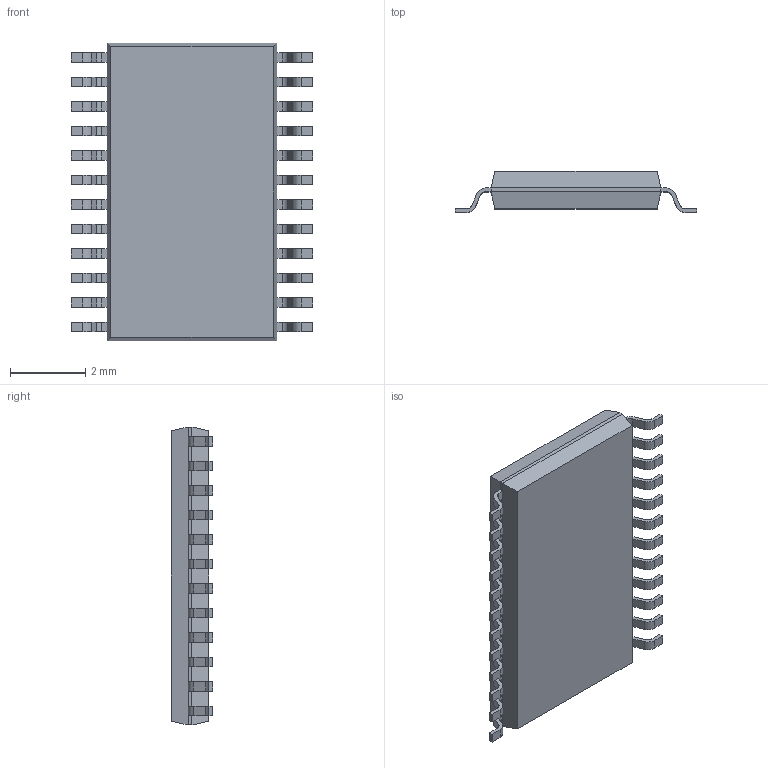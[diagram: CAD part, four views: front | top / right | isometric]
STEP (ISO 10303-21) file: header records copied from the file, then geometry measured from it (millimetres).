
FILE_DESCRIPTION (( 'STEP AP214' ), '1' );
FILE_NAME ('User Library-TSSOP-24 7.9x4.4.STEP', '2012-05-12T18:05:52', ( 'sysAdmin' ), ( 'SolidWorks' ), 'SwSTEP 2.0', 'SolidWorks 2012', '' );
FILE_SCHEMA (( 'AUTOMOTIVE_DESIGN' ));
Length unit declared in the file: millimetre
Products named in the file (3): User Library-TSSOP-24 7.9x4.4_body_TSSOP_TSSOP_7.9x4.5_1; User Library-TSSOP-24 7.9x4.4_pin_TSSOP_tssop_1; User Library-TSSOP-24 7.9x4.4
Assembly tree (25 placements, depth 2):
  User Library-TSSOP-24 7.9x4.4
    User Library-TSSOP-24 7.9x4.4_pin_TSSOP_tssop_1  x24
    User Library-TSSOP-24 7.9x4.4_body_TSSOP_TSSOP_7.9x4.5_1
Bounding box: 6.4 x 1.1 x 7.9 mm (x, y, z)
Volume: 35.2 mm3; surface area: 113.7 mm2
Topology: 25 solids, 25 shells, 353 faces, 898 edges, 596 vertices
Faces by surface type: plane 255, cylinder 98
Entity records: 1487 total; most frequent: DIRECTION 200, CARTESIAN_POINT 173, ORIENTED_EDGE 140, AXIS2_PLACEMENT_3D 71, EDGE_CURVE 70, VECTOR 58, LINE 58, VERTEX_POINT 44
